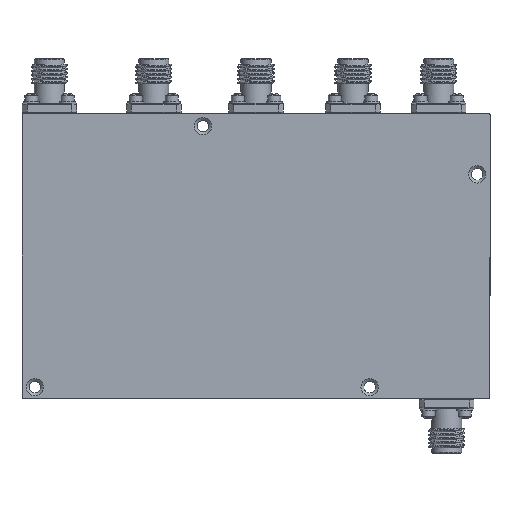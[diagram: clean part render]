
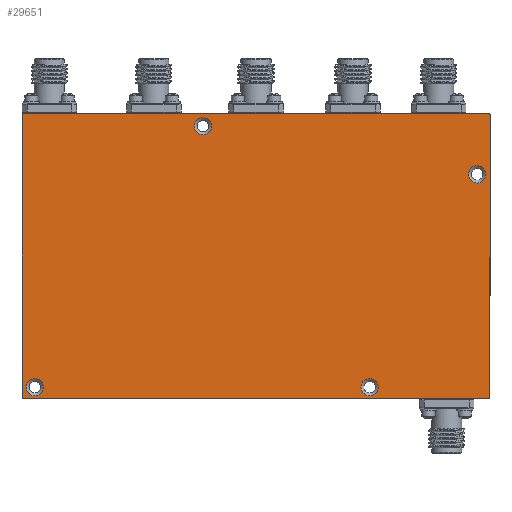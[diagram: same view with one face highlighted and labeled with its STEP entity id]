
A CAD part, front view. The second image highlights one B-rep face of the part: STEP entity #29651.
In plain terms, the highlighted planar face has unit normal (0, -1, 0).
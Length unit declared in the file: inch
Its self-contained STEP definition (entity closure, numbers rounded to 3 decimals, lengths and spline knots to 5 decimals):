
#206 = EDGE_CURVE ( 'NONE', #5089, #32199, #37666, .T. ) ;
#687 = AXIS2_PLACEMENT_3D ( 'NONE', #42097, #48213, #3308 ) ;
#1986 = CARTESIAN_POINT ( 'NONE',  ( -0.36614, 0., 0.83617 ) ) ;
#2391 = DIRECTION ( 'NONE',  ( 0., 0., -1. ) ) ;
#2710 = VECTOR ( 'NONE', #26363, 39.37008 ) ;
#3308 = DIRECTION ( 'NONE',  ( 0., 0., -1. ) ) ;
#4197 = CARTESIAN_POINT ( 'NONE',  ( 1.60417, 0., -0.98425 ) ) ;
#4664 = VECTOR ( 'NONE', #38641, 39.37008 ) ;
#5089 = VERTEX_POINT ( 'NONE', #4197 ) ;
#5572 = EDGE_CURVE ( 'NONE', #10165, #10165, #40907, .T. ) ;
#5922 = DIRECTION ( 'NONE',  ( 0., 0., -1. ) ) ;
#5963 = CARTESIAN_POINT ( 'NONE',  ( -1.60417, 0., 0.97425 ) ) ;
#6011 = FACE_BOUND ( 'NONE', #57976, .T. ) ;
#6130 = DIRECTION ( 'NONE',  ( 0., 1., 0. ) ) ;
#6713 = ORIENTED_EDGE ( 'NONE', *, *, #206, .F. ) ;
#6863 = VERTEX_POINT ( 'NONE', #21828 ) ;
#7269 = VERTEX_POINT ( 'NONE', #45846 ) ;
#7309 = EDGE_CURVE ( 'NONE', #6863, #6863, #35767, .T. ) ;
#8584 = EDGE_CURVE ( 'NONE', #41694, #41694, #30845, .T. ) ;
#8827 = DIRECTION ( 'NONE',  ( 0., 0., -1. ) ) ;
#8889 = ORIENTED_EDGE ( 'NONE', *, *, #54188, .F. ) ;
#10086 = DIRECTION ( 'NONE',  ( 0., 0., 1. ) ) ;
#10165 = VERTEX_POINT ( 'NONE', #20564 ) ;
#10816 = CARTESIAN_POINT ( 'NONE',  ( 1.52559, 0., 0.56299 ) ) ;
#11873 = FACE_BOUND ( 'NONE', #52028, .T. ) ;
#11882 = VERTEX_POINT ( 'NONE', #31263 ) ;
#13302 = CARTESIAN_POINT ( 'NONE',  ( -1.60417, 0., -0.98425 ) ) ;
#13324 = CARTESIAN_POINT ( 'NONE',  ( -1.60417, 0., 0.98425 ) ) ;
#14844 = EDGE_LOOP ( 'NONE', ( #14909 ) ) ;
#14909 = ORIENTED_EDGE ( 'NONE', *, *, #8584, .F. ) ;
#14950 = VERTEX_POINT ( 'NONE', #42045 ) ;
#15064 = CIRCLE ( 'NONE', #59702, 0.0595 ) ;
#15635 = CARTESIAN_POINT ( 'NONE',  ( -1.60417, 0., -0.98425 ) ) ;
#16539 = ORIENTED_EDGE ( 'NONE', *, *, #21114, .F. ) ;
#17803 = DIRECTION ( 'NONE',  ( 0., 0., -1. ) ) ;
#17974 = AXIS2_PLACEMENT_3D ( 'NONE', #40552, #25900, #59757 ) ;
#18762 = DIRECTION ( 'NONE',  ( 0., -1., 0. ) ) ;
#19858 = EDGE_LOOP ( 'NONE', ( #39929 ) ) ;
#20564 = CARTESIAN_POINT ( 'NONE',  ( -1.52559, 0., -0.96501 ) ) ;
#20871 = VECTOR ( 'NONE', #46098, 39.37008 ) ;
#21114 = EDGE_CURVE ( 'NONE', #11882, #5089, #46390, .T. ) ;
#21819 = AXIS2_PLACEMENT_3D ( 'NONE', #5963, #60928, #41457 ) ;
#21828 = CARTESIAN_POINT ( 'NONE',  ( 0.78346, 0., -0.96501 ) ) ;
#22436 = CIRCLE ( 'NONE', #41141, 0.01 ) ;
#22577 = EDGE_CURVE ( 'NONE', #7269, #44068, #31250, .T. ) ;
#22922 = EDGE_CURVE ( 'NONE', #41839, #11882, #32760, .T. ) ;
#23057 = EDGE_LOOP ( 'NONE', ( #35191, #50912, #8889, #6713, #16539, #23122, #48006, #36800 ) ) ;
#23122 = ORIENTED_EDGE ( 'NONE', *, *, #22922, .F. ) ;
#25867 = FACE_BOUND ( 'NONE', #19858, .T. ) ;
#25900 = DIRECTION ( 'NONE',  ( 0., -1., 0. ) ) ;
#26198 = PLANE ( 'NONE',  #56373 ) ;
#26363 = DIRECTION ( 'NONE',  ( 0., 0., 1. ) ) ;
#28177 = DIRECTION ( 'NONE',  ( 0., 0., -1. ) ) ;
#29651 = ADVANCED_FACE ( 'NONE', ( #30786, #11873, #6011, #25867, #45724 ), #26198, .T. ) ;
#30687 = DIRECTION ( 'NONE',  ( 0., -1., 0. ) ) ;
#30786 = FACE_BOUND ( 'NONE', #14844, .T. ) ;
#30845 = CIRCLE ( 'NONE', #687, 0.0595 ) ;
#30919 = CARTESIAN_POINT ( 'NONE',  ( 1.60417, 0., 0.97425 ) ) ;
#31250 = LINE ( 'NONE', #50417, #2710 ) ;
#31263 = CARTESIAN_POINT ( 'NONE',  ( 1.61417, 0., -0.97425 ) ) ;
#32199 = VERTEX_POINT ( 'NONE', #15635 ) ;
#32365 = DIRECTION ( 'NONE',  ( 0., -1., 0. ) ) ;
#32760 = LINE ( 'NONE', #43179, #59942 ) ;
#33356 = DIRECTION ( 'NONE',  ( 0., 0., -1. ) ) ;
#35191 = ORIENTED_EDGE ( 'NONE', *, *, #63761, .F. ) ;
#35767 = CIRCLE ( 'NONE', #43037, 0.0595 ) ;
#36043 = CARTESIAN_POINT ( 'NONE',  ( -1.60417, 0., 0.98425 ) ) ;
#36331 = LINE ( 'NONE', #36043, #20871 ) ;
#36800 = ORIENTED_EDGE ( 'NONE', *, *, #49844, .F. ) ;
#37198 = CIRCLE ( 'NONE', #62100, 0.01 ) ;
#37326 = CARTESIAN_POINT ( 'NONE',  ( 0.78346, 0., -0.90551 ) ) ;
#37666 = LINE ( 'NONE', #13302, #4664 ) ;
#37892 = DIRECTION ( 'NONE',  ( 0., 1., 0. ) ) ;
#38641 = DIRECTION ( 'NONE',  ( -1., 0., 0. ) ) ;
#39929 = ORIENTED_EDGE ( 'NONE', *, *, #5572, .F. ) ;
#40552 = CARTESIAN_POINT ( 'NONE',  ( -1.52559, 0., -0.90551 ) ) ;
#40907 = CIRCLE ( 'NONE', #17974, 0.0595 ) ;
#41141 = AXIS2_PLACEMENT_3D ( 'NONE', #43658, #52723, #8827 ) ;
#41457 = DIRECTION ( 'NONE',  ( 0., 0., -1. ) ) ;
#41694 = VERTEX_POINT ( 'NONE', #1986 ) ;
#41839 = VERTEX_POINT ( 'NONE', #48344 ) ;
#42045 = CARTESIAN_POINT ( 'NONE',  ( 1.60417, 0., 0.98425 ) ) ;
#42097 = CARTESIAN_POINT ( 'NONE',  ( -0.36614, 0., 0.89567 ) ) ;
#42171 = CARTESIAN_POINT ( 'NONE',  ( 1.60417, 0., -0.97425 ) ) ;
#43037 = AXIS2_PLACEMENT_3D ( 'NONE', #37326, #18762, #17803 ) ;
#43179 = CARTESIAN_POINT ( 'NONE',  ( 1.61417, 0., 0.97425 ) ) ;
#43658 = CARTESIAN_POINT ( 'NONE',  ( -1.60417, 0., -0.97425 ) ) ;
#44068 = VERTEX_POINT ( 'NONE', #51924 ) ;
#45724 = FACE_OUTER_BOUND ( 'NONE', #23057, .T. ) ;
#45790 = EDGE_CURVE ( 'NONE', #56239, #56239, #15064, .T. ) ;
#45846 = CARTESIAN_POINT ( 'NONE',  ( -1.61417, 0., -0.97425 ) ) ;
#46098 = DIRECTION ( 'NONE',  ( 1., 0., 0. ) ) ;
#46390 = CIRCLE ( 'NONE', #54670, 0.01 ) ;
#47280 = ORIENTED_EDGE ( 'NONE', *, *, #7309, .F. ) ;
#48006 = ORIENTED_EDGE ( 'NONE', *, *, #55855, .F. ) ;
#48213 = DIRECTION ( 'NONE',  ( 0., -1., 0. ) ) ;
#48344 = CARTESIAN_POINT ( 'NONE',  ( 1.61417, 0., 0.97425 ) ) ;
#49844 = EDGE_CURVE ( 'NONE', #60580, #14950, #36331, .T. ) ;
#50417 = CARTESIAN_POINT ( 'NONE',  ( -1.61417, 0., 0.97425 ) ) ;
#50912 = ORIENTED_EDGE ( 'NONE', *, *, #22577, .F. ) ;
#51924 = CARTESIAN_POINT ( 'NONE',  ( -1.61417, 0., 0.97425 ) ) ;
#52028 = EDGE_LOOP ( 'NONE', ( #63778 ) ) ;
#52723 = DIRECTION ( 'NONE',  ( 0., 1., 0. ) ) ;
#54188 = EDGE_CURVE ( 'NONE', #32199, #7269, #22436, .T. ) ;
#54670 = AXIS2_PLACEMENT_3D ( 'NONE', #42171, #37892, #33356 ) ;
#55855 = EDGE_CURVE ( 'NONE', #14950, #41839, #37198, .T. ) ;
#56239 = VERTEX_POINT ( 'NONE', #61728 ) ;
#56373 = AXIS2_PLACEMENT_3D ( 'NONE', #56736, #32365, #2391 ) ;
#56736 = CARTESIAN_POINT ( 'NONE',  ( -1.60417, 0., 0.97425 ) ) ;
#57976 = EDGE_LOOP ( 'NONE', ( #47280 ) ) ;
#59702 = AXIS2_PLACEMENT_3D ( 'NONE', #10816, #30687, #5922 ) ;
#59757 = DIRECTION ( 'NONE',  ( 0., 0., -1. ) ) ;
#59942 = VECTOR ( 'NONE', #28177, 39.37008 ) ;
#60580 = VERTEX_POINT ( 'NONE', #13324 ) ;
#60928 = DIRECTION ( 'NONE',  ( 0., 1., 0. ) ) ;
#61728 = CARTESIAN_POINT ( 'NONE',  ( 1.52559, 0., 0.50349 ) ) ;
#62100 = AXIS2_PLACEMENT_3D ( 'NONE', #30919, #6130, #10086 ) ;
#62316 = CIRCLE ( 'NONE', #21819, 0.01 ) ;
#63761 = EDGE_CURVE ( 'NONE', #44068, #60580, #62316, .T. ) ;
#63778 = ORIENTED_EDGE ( 'NONE', *, *, #45790, .F. ) ;
